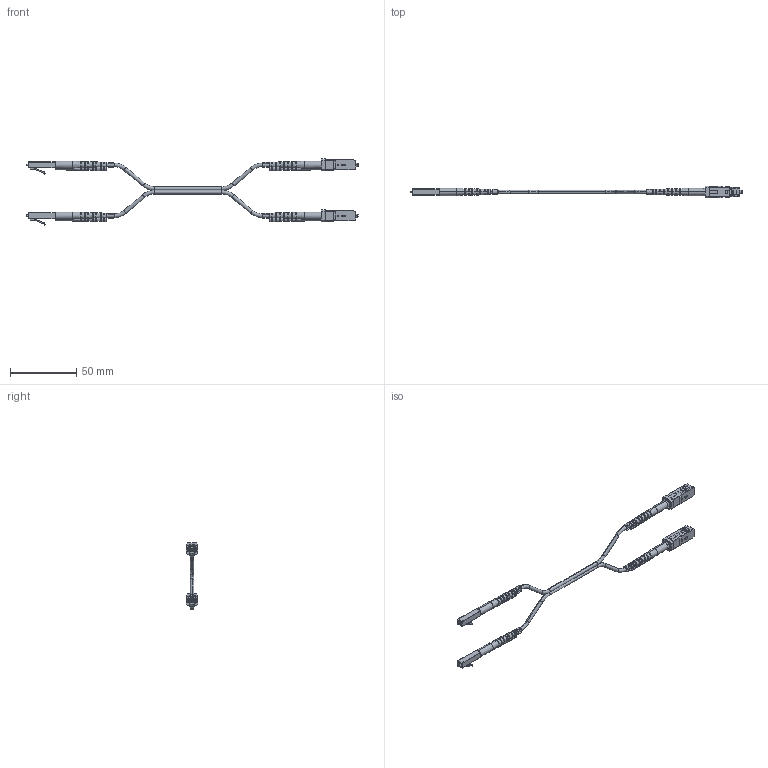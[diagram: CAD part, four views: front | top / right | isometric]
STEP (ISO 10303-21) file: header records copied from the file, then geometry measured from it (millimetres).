
FILE_DESCRIPTION (( 'STEP AP214' ), '1' );
FILE_NAME ('SFODBIFLC-FSC.STEP', '2013-04-12T20:02:14', ( 'x' ), ( '' ), 'SwSTEP 2.0', 'SolidWorks 2012', '' );
FILE_SCHEMA (( 'AUTOMOTIVE_DESIGN' ));
Length unit declared in the file: inch
Products named in the file (11): FOC-101BA_Without boot; FOC-101BA MA4; FOC-101BA MA1; FOC-101BA MA2; LBL-C3P-B; LBL-C3P-A; FLEX LC-CONN; 1AF02-025-MA2; CONN-LC3-240-3-MA1; 1AL06-002_SP51463; SFODBIFLC-FSC
Assembly tree (16 placements, depth 3):
  SFODBIFLC-FSC
    1AL06-002_SP51463
    FLEX LC-CONN  x2
      CONN-LC3-240-3-MA1
      1AF02-025-MA2
    LBL-C3P-A  x2
    LBL-C3P-B  x2
    FOC-101BA_Without boot  x2
      FOC-101BA MA2
      FOC-101BA MA1
      FOC-101BA MA4
    1AF02-025-MA2  x2
Bounding box: 249.9 x 8.89 x 49.69 mm (x, y, z)
Volume: 7079.5 mm3; surface area: 15036.2 mm2
Topology: 17 solids, 17 shells, 1025 faces, 3053 edges, 1982 vertices
Faces by surface type: plane 722, cylinder 137, cone 116, torus 24, bspline 18, sphere 8
Entity records: 17015 total; most frequent: CARTESIAN_POINT 3564, ORIENTED_EDGE 2490, DIRECTION 2382, EDGE_CURVE 1245, VERTEX_POINT 801, AXIS2_PLACEMENT_3D 796, VECTOR 790, LINE 790
